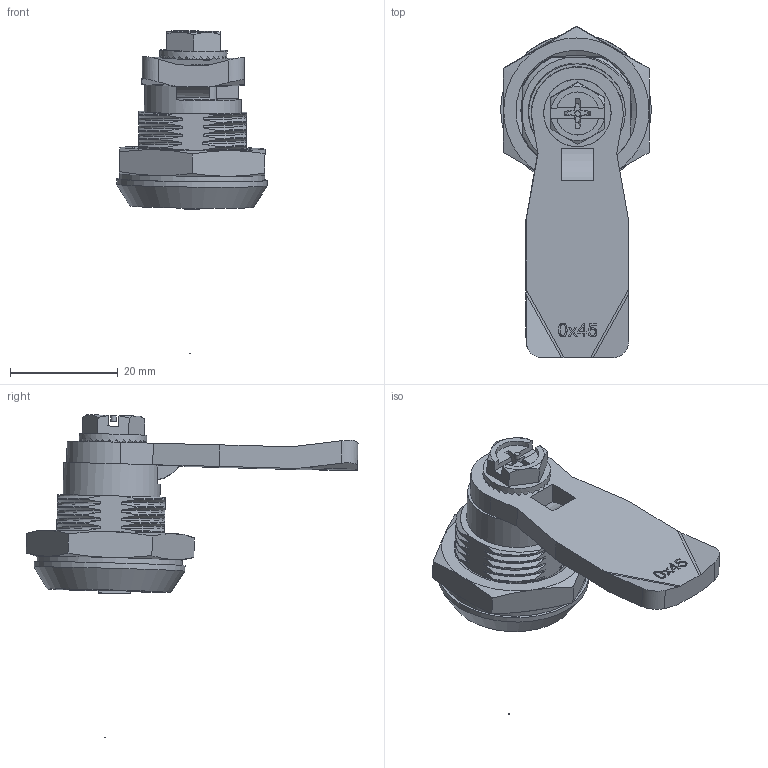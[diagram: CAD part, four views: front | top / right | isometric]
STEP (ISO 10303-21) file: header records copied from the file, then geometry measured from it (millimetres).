
FILE_DESCRIPTION(('STEP AP203'),'1');
FILE_NAME('060.1.F.38.30.step','2021-02-12T08:20:05',(' '),(' '),'Spatial InterOp 3D',' ',' ');
FILE_SCHEMA(('CONFIG_CONTROL_DESIGN'));
Length unit declared in the file: millimetre
Products named in the file (12): 1; 2; 3; 4; 5; 6; 7; 8; 9; 10; 11; 12
Bounding box: 28.01 x 61.65 x 59.85 mm (x, y, z)
Volume: 11868.1 mm3; surface area: 11531.6 mm2
Topology: 12 solids, 12 shells, 507 faces, 1418 edges, 952 vertices
Faces by surface type: plane 281, bspline 116, cylinder 68, cone 26, extrusion 15, torus 1
Full cylindrical faces by diameter (mm): 0.1 x1, 1 x1, 1.96 x1, 5.2 x1, 10 x1, 11.8 x1, 12.4 x1, 12.5 x1, 15.3 x1, 15.8 x1, 16 x1, 18 x1, 27 x1, 28 x1
Entity records: 21441 total; most frequent: CARTESIAN_POINT 9815, ORIENTED_EDGE 2782, DIRECTION 1683, EDGE_CURVE 1391, VERTEX_POINT 945, VECTOR 603, LINE 588, EDGE_LOOP 552
